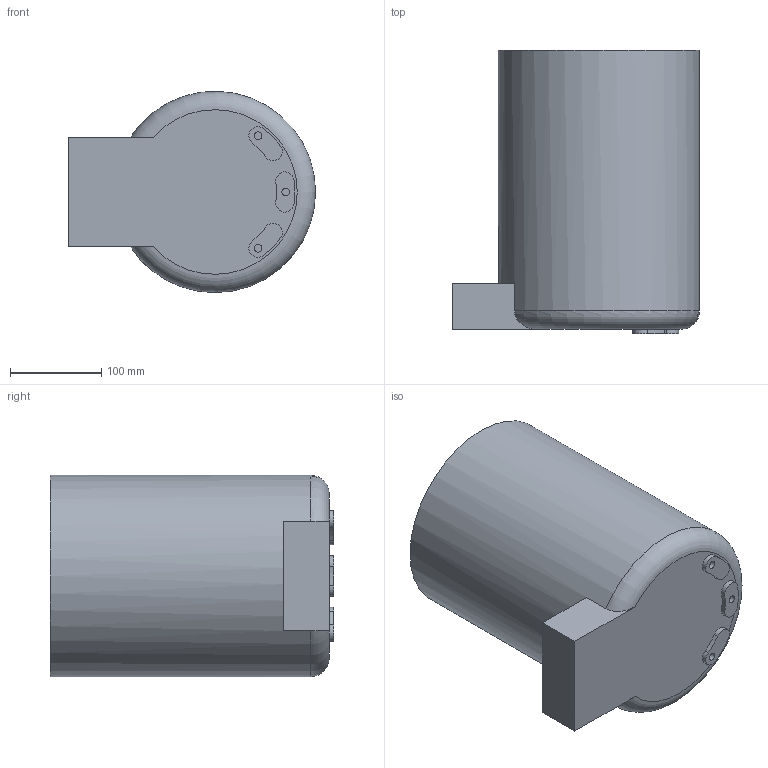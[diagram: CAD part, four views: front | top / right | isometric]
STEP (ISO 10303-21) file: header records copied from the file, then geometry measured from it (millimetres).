
FILE_DESCRIPTION(/* description */ (''),/* implementation_level */ '2;1');
FILE_NAME(/* name */ 'MOTORE_.stp',/* time_stamp */ '2016-06-02T11:44:25+02:00',/* author */ (''),/* organization */ (''),/* preprocessor_version */ 'ST-DEVELOPER v16.5',/* originating_system */ 'Autodesk Translation Framework v5.0.0.3310',/* authorisation */ '');
FILE_SCHEMA (('AUTOMOTIVE_DESIGN { 1 0 10303 214 3 1 1 }'));
Length unit declared in the file: centimetre
Products named in the file (1): MOTORE_
Bounding box: 270 x 310 x 220 mm (x, y, z)
Volume: 11831436.6 mm3; surface area: 329531.6 mm2
Topology: 1 solids, 1 shells, 57 faces, 105 edges, 70 vertices
Faces by surface type: cylinder 30, plane 26, torus 1
Full cylindrical faces by diameter (mm): 6.3 x6, 8.5 x3, 10 x8, 220 x1
Entity records: 1396 total; most frequent: DIRECTION 262, CARTESIAN_POINT 247, ORIENTED_EDGE 172, AXIS2_PLACEMENT_3D 120, EDGE_LOOP 95, EDGE_CURVE 86, VERTEX_POINT 69, CIRCLE 62
